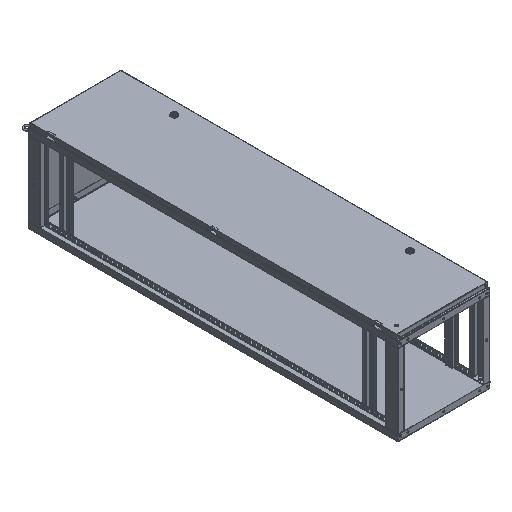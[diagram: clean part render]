
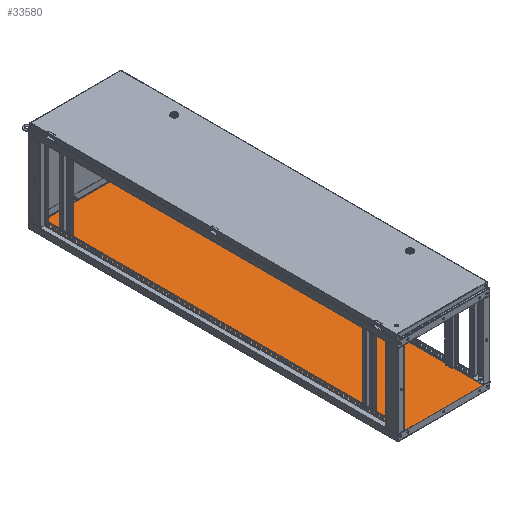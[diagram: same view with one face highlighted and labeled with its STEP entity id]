
A CAD part, isometric view. The second image highlights one B-rep face of the part: STEP entity #33580.
In plain terms, the highlighted face is planar.
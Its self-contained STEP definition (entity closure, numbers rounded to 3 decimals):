
#1290 = LINE ( 'NONE', #60534, #69172 ) ;
#2098 = CARTESIAN_POINT ( 'NONE',  ( -448., 1798., -1. ) ) ;
#4308 = VECTOR ( 'NONE', #11256, 1000. ) ;
#6513 = EDGE_CURVE ( 'NONE', #47083, #51503, #65200, .T. ) ;
#8383 = VERTEX_POINT ( 'NONE', #15050 ) ;
#8484 = VECTOR ( 'NONE', #60228, 1000. ) ;
#11256 = DIRECTION ( 'NONE',  ( 0., -1., 0. ) ) ;
#11817 = CARTESIAN_POINT ( 'NONE',  ( -1.177, 1798., -1. ) ) ;
#11887 = ORIENTED_EDGE ( 'NONE', *, *, #61956, .F. ) ;
#12537 = LINE ( 'NONE', #11817, #59260 ) ;
#15050 = CARTESIAN_POINT ( 'NONE',  ( -2., 1798., -1. ) ) ;
#15774 = EDGE_CURVE ( 'NONE', #22241, #8383, #1290, .T. ) ;
#19603 = ORIENTED_EDGE ( 'NONE', *, *, #15774, .F. ) ;
#21084 = CARTESIAN_POINT ( 'NONE',  ( 0., 0., -1. ) ) ;
#22241 = VERTEX_POINT ( 'NONE', #57679 ) ;
#22466 = DIRECTION ( 'NONE',  ( -1., 0., 0. ) ) ;
#26750 = FACE_OUTER_BOUND ( 'NONE', #54158, .T. ) ;
#27130 = AXIS2_PLACEMENT_3D ( 'NONE', #21084, #43417, #65088 ) ;
#29204 = CARTESIAN_POINT ( 'NONE',  ( -448., 2., -1. ) ) ;
#32107 = ORIENTED_EDGE ( 'NONE', *, *, #6513, .F. ) ;
#33580 = ADVANCED_FACE ( 'NONE', ( #26750 ), #64044, .F. ) ;
#38547 = CARTESIAN_POINT ( 'NONE',  ( -448.823, 2., -1. ) ) ;
#39151 = EDGE_CURVE ( 'NONE', #8383, #47083, #12537, .T. ) ;
#39606 = LINE ( 'NONE', #38547, #8484 ) ;
#40649 = ORIENTED_EDGE ( 'NONE', *, *, #39151, .F. ) ;
#43417 = DIRECTION ( 'NONE',  ( 0., 0., 1. ) ) ;
#47083 = VERTEX_POINT ( 'NONE', #2098 ) ;
#51503 = VERTEX_POINT ( 'NONE', #29204 ) ;
#54158 = EDGE_LOOP ( 'NONE', ( #11887, #32107, #40649, #19603 ) ) ;
#54215 = CARTESIAN_POINT ( 'NONE',  ( -448., 1798.823, -1. ) ) ;
#57679 = CARTESIAN_POINT ( 'NONE',  ( -2., 2., -1. ) ) ;
#59260 = VECTOR ( 'NONE', #22466, 1000. ) ;
#60228 = DIRECTION ( 'NONE',  ( 1., 0., 0. ) ) ;
#60534 = CARTESIAN_POINT ( 'NONE',  ( -2., 1.177, -1. ) ) ;
#60887 = DIRECTION ( 'NONE',  ( 0., 1., 0. ) ) ;
#61956 = EDGE_CURVE ( 'NONE', #51503, #22241, #39606, .T. ) ;
#64044 = PLANE ( 'NONE',  #27130 ) ;
#65088 = DIRECTION ( 'NONE',  ( 1., 0., 0. ) ) ;
#65200 = LINE ( 'NONE', #54215, #4308 ) ;
#69172 = VECTOR ( 'NONE', #60887, 1000. ) ;
